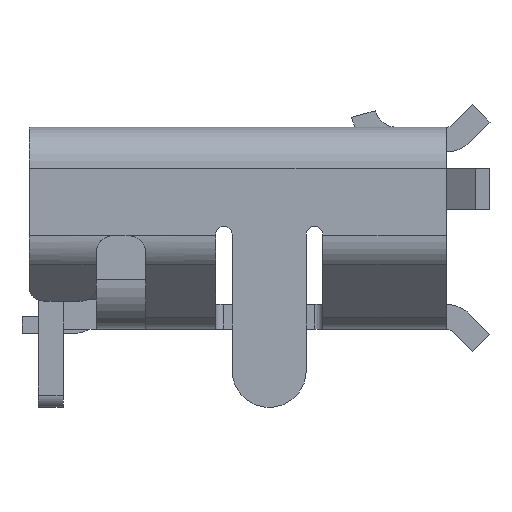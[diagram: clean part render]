
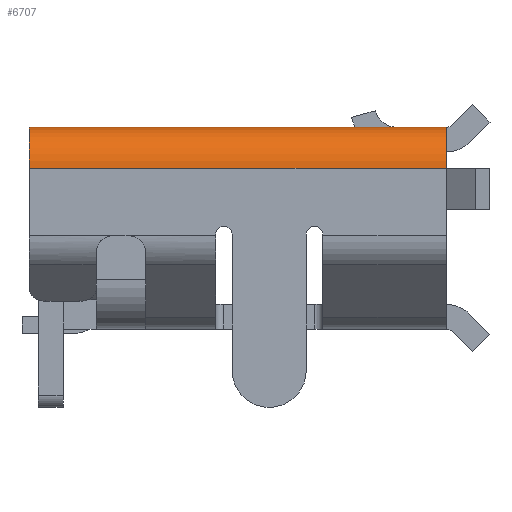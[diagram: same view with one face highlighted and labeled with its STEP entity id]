
A CAD part, left-side view. The second image highlights one B-rep face of the part: STEP entity #6707.
In plain terms, the highlighted cylindrical face has radius 0.5 mm (diameter 1 mm), a partial arc.
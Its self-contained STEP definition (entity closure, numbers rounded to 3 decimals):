
#1181 = CARTESIAN_POINT ( 'NONE',  ( -3.75, -2.53, 0.725 ) ) ;
#1637 = DIRECTION ( 'NONE',  ( 0., -1., 0. ) ) ;
#2201 = DIRECTION ( 'NONE',  ( -1., 0., 0. ) ) ;
#3369 = VERTEX_POINT ( 'NONE', #21308 ) ;
#4035 = DIRECTION ( 'NONE',  ( 1., 0., 0. ) ) ;
#4889 = CIRCLE ( 'NONE', #26598, 0.5 ) ;
#5448 = ORIENTED_EDGE ( 'NONE', *, *, #14646, .T. ) ;
#5530 = ORIENTED_EDGE ( 'NONE', *, *, #20441, .T. ) ;
#5695 = DIRECTION ( 'NONE',  ( 0., 1., 0. ) ) ;
#6007 = DIRECTION ( 'NONE',  ( 0., 1., 0. ) ) ;
#6584 = CARTESIAN_POINT ( 'NONE',  ( -3.25, 2.53, 0.725 ) ) ;
#6707 = ADVANCED_FACE ( 'NONE', ( #26143 ), #6758, .T. ) ;
#6758 = CYLINDRICAL_SURFACE ( 'NONE', #7272, 0.5 ) ;
#6928 = CARTESIAN_POINT ( 'NONE',  ( -3.25, -2.53, 0.725 ) ) ;
#7272 = AXIS2_PLACEMENT_3D ( 'NONE', #10411, #6007, #2201 ) ;
#8851 = CIRCLE ( 'NONE', #17012, 0.5 ) ;
#9746 = LINE ( 'NONE', #12005, #21743 ) ;
#10411 = CARTESIAN_POINT ( 'NONE',  ( -3.25, -2.53, 0.725 ) ) ;
#11453 = VERTEX_POINT ( 'NONE', #16134 ) ;
#12005 = CARTESIAN_POINT ( 'NONE',  ( -3.25, -2.53, 1.225 ) ) ;
#12060 = VERTEX_POINT ( 'NONE', #23252 ) ;
#12356 = LINE ( 'NONE', #1181, #15185 ) ;
#12687 = ORIENTED_EDGE ( 'NONE', *, *, #24672, .F. ) ;
#14646 = EDGE_CURVE ( 'NONE', #11453, #3369, #9746, .T. ) ;
#15185 = VECTOR ( 'NONE', #5695, 1000. ) ;
#15578 = DIRECTION ( 'NONE',  ( 1., 0., 0. ) ) ;
#16134 = CARTESIAN_POINT ( 'NONE',  ( -3.25, -2.53, 1.225 ) ) ;
#17012 = AXIS2_PLACEMENT_3D ( 'NONE', #6928, #20361, #15578 ) ;
#17624 = EDGE_CURVE ( 'NONE', #12060, #23157, #12356, .T. ) ;
#17669 = CARTESIAN_POINT ( 'NONE',  ( -3.75, 2.53, 0.725 ) ) ;
#20361 = DIRECTION ( 'NONE',  ( 0., -1., 0. ) ) ;
#20441 = EDGE_CURVE ( 'NONE', #3369, #23157, #4889, .T. ) ;
#20938 = EDGE_LOOP ( 'NONE', ( #5530, #22954, #12687, #5448 ) ) ;
#21308 = CARTESIAN_POINT ( 'NONE',  ( -3.25, 2.53, 1.225 ) ) ;
#21743 = VECTOR ( 'NONE', #27808, 1000. ) ;
#22954 = ORIENTED_EDGE ( 'NONE', *, *, #17624, .F. ) ;
#23157 = VERTEX_POINT ( 'NONE', #17669 ) ;
#23252 = CARTESIAN_POINT ( 'NONE',  ( -3.75, -2.53, 0.725 ) ) ;
#24672 = EDGE_CURVE ( 'NONE', #11453, #12060, #8851, .T. ) ;
#26143 = FACE_OUTER_BOUND ( 'NONE', #20938, .T. ) ;
#26598 = AXIS2_PLACEMENT_3D ( 'NONE', #6584, #1637, #4035 ) ;
#27808 = DIRECTION ( 'NONE',  ( 0., 1., 0. ) ) ;
